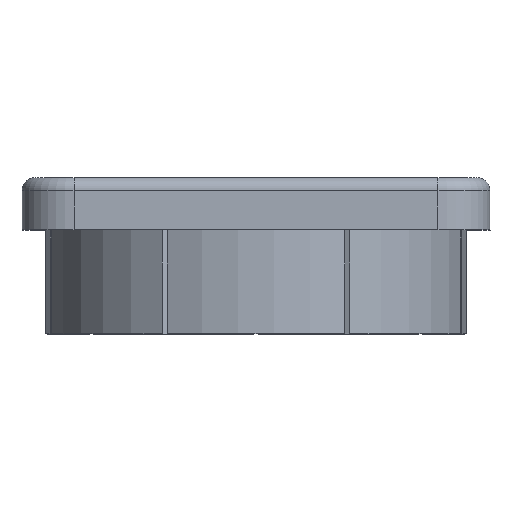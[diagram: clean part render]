
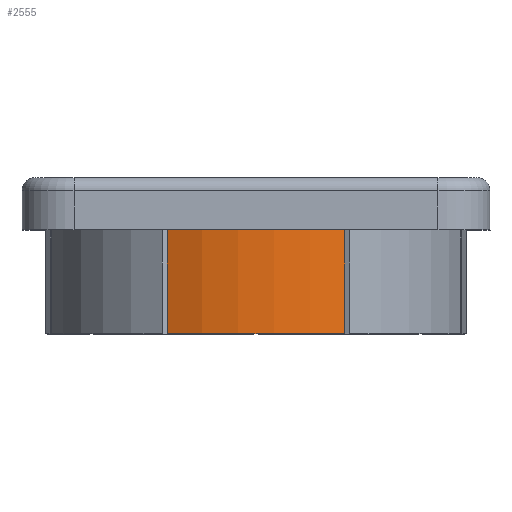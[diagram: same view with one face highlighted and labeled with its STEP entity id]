
A CAD part, top view. The second image highlights one B-rep face of the part: STEP entity #2555.
In plain terms, the highlighted cylindrical face has radius 8.1 mm (diameter 16.2 mm), a partial arc.
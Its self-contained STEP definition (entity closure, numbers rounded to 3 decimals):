
#126 = PLANE('',#127);
#127 = AXIS2_PLACEMENT_3D('',#128,#129,#130);
#128 = CARTESIAN_POINT('',(23.,26.,28.));
#129 = DIRECTION('',(0.,-1.,0.));
#130 = DIRECTION('',(0.,0.,1.));
#891 = VERTEX_POINT('',#892);
#892 = CARTESIAN_POINT('',(19.581,26.,35.343));
#906 = PLANE('',#907);
#907 = AXIS2_PLACEMENT_3D('',#908,#909,#910);
#908 = CARTESIAN_POINT('',(26.536,22.,35.343));
#909 = DIRECTION('',(0.,0.,1.));
#910 = DIRECTION('',(-1.,0.,0.));
#918 = EDGE_CURVE('',#919,#891,#921,.T.);
#919 = VERTEX_POINT('',#920);
#920 = CARTESIAN_POINT('',(26.419,26.,35.343));
#921 = SURFACE_CURVE('',#922,(#927,#934),.PCURVE_S1.);
#922 = CIRCLE('',#923,8.1);
#923 = AXIS2_PLACEMENT_3D('',#924,#925,#926);
#924 = CARTESIAN_POINT('',(23.,26.,28.));
#925 = DIRECTION('',(0.,-1.,0.));
#926 = DIRECTION('',(0.,0.,-1.));
#927 = PCURVE('',#126,#928);
#928 = DEFINITIONAL_REPRESENTATION('',(#929),#933);
#929 = CIRCLE('',#930,8.1);
#930 = AXIS2_PLACEMENT_2D('',#931,#932);
#931 = CARTESIAN_POINT('',(0.,0.));
#932 = DIRECTION('',(-1.,0.));
#933 = ( GEOMETRIC_REPRESENTATION_CONTEXT(2) 
PARAMETRIC_REPRESENTATION_CONTEXT() REPRESENTATION_CONTEXT('2D SPACE',''
  ) );
#934 = PCURVE('',#935,#940);
#935 = CYLINDRICAL_SURFACE('',#936,8.1);
#936 = AXIS2_PLACEMENT_3D('',#937,#938,#939);
#937 = CARTESIAN_POINT('',(23.,26.,28.));
#938 = DIRECTION('',(0.,1.,0.));
#939 = DIRECTION('',(0.,0.,-1.));
#940 = DEFINITIONAL_REPRESENTATION('',(#941),#945);
#941 = LINE('',#942,#943);
#942 = CARTESIAN_POINT('',(-0.,0.));
#943 = VECTOR('',#944,1.);
#944 = DIRECTION('',(-1.,0.));
#945 = ( GEOMETRIC_REPRESENTATION_CONTEXT(2) 
PARAMETRIC_REPRESENTATION_CONTEXT() REPRESENTATION_CONTEXT('2D SPACE',''
  ) );
#2484 = EDGE_CURVE('',#2485,#891,#2487,.T.);
#2485 = VERTEX_POINT('',#2486);
#2486 = CARTESIAN_POINT('',(19.581,22.,35.343));
#2487 = SURFACE_CURVE('',#2488,(#2492,#2499),.PCURVE_S1.);
#2488 = LINE('',#2489,#2490);
#2489 = CARTESIAN_POINT('',(19.581,26.,35.343));
#2490 = VECTOR('',#2491,1.);
#2491 = DIRECTION('',(0.,1.,0.));
#2492 = PCURVE('',#906,#2493);
#2493 = DEFINITIONAL_REPRESENTATION('',(#2494),#2498);
#2494 = LINE('',#2495,#2496);
#2495 = CARTESIAN_POINT('',(6.955,-4.));
#2496 = VECTOR('',#2497,1.);
#2497 = DIRECTION('',(0.,-1.));
#2498 = ( GEOMETRIC_REPRESENTATION_CONTEXT(2) 
PARAMETRIC_REPRESENTATION_CONTEXT() REPRESENTATION_CONTEXT('2D SPACE',''
  ) );
#2499 = PCURVE('',#935,#2500);
#2500 = DEFINITIONAL_REPRESENTATION('',(#2501),#2505);
#2501 = LINE('',#2502,#2503);
#2502 = CARTESIAN_POINT('',(-3.577,0.));
#2503 = VECTOR('',#2504,1.);
#2504 = DIRECTION('',(-0.,1.));
#2505 = ( GEOMETRIC_REPRESENTATION_CONTEXT(2) 
PARAMETRIC_REPRESENTATION_CONTEXT() REPRESENTATION_CONTEXT('2D SPACE',''
  ) );
#2508 = VERTEX_POINT('',#2509);
#2509 = CARTESIAN_POINT('',(26.419,22.,35.343));
#2523 = PLANE('',#2524);
#2524 = AXIS2_PLACEMENT_3D('',#2525,#2526,#2527);
#2525 = CARTESIAN_POINT('',(23.,22.,28.));
#2526 = DIRECTION('',(0.,1.,0.));
#2527 = DIRECTION('',(0.,0.,-1.));
#2535 = EDGE_CURVE('',#2508,#919,#2536,.T.);
#2536 = SURFACE_CURVE('',#2537,(#2541,#2548),.PCURVE_S1.);
#2537 = LINE('',#2538,#2539);
#2538 = CARTESIAN_POINT('',(26.419,26.,35.343));
#2539 = VECTOR('',#2540,1.);
#2540 = DIRECTION('',(0.,1.,0.));
#2541 = PCURVE('',#906,#2542);
#2542 = DEFINITIONAL_REPRESENTATION('',(#2543),#2547);
#2543 = LINE('',#2544,#2545);
#2544 = CARTESIAN_POINT('',(0.117,-4.));
#2545 = VECTOR('',#2546,1.);
#2546 = DIRECTION('',(0.,-1.));
#2547 = ( GEOMETRIC_REPRESENTATION_CONTEXT(2) 
PARAMETRIC_REPRESENTATION_CONTEXT() REPRESENTATION_CONTEXT('2D SPACE',''
  ) );
#2548 = PCURVE('',#935,#2549);
#2549 = DEFINITIONAL_REPRESENTATION('',(#2550),#2554);
#2550 = LINE('',#2551,#2552);
#2551 = CARTESIAN_POINT('',(-2.706,0.));
#2552 = VECTOR('',#2553,1.);
#2553 = DIRECTION('',(-0.,1.));
#2554 = ( GEOMETRIC_REPRESENTATION_CONTEXT(2) 
PARAMETRIC_REPRESENTATION_CONTEXT() REPRESENTATION_CONTEXT('2D SPACE',''
  ) );
#2555 = ADVANCED_FACE('',(#2556),#935,.T.);
#2556 = FACE_BOUND('',#2557,.F.);
#2557 = EDGE_LOOP('',(#2558,#2559,#2560,#2586));
#2558 = ORIENTED_EDGE('',*,*,#918,.F.);
#2559 = ORIENTED_EDGE('',*,*,#2535,.F.);
#2560 = ORIENTED_EDGE('',*,*,#2561,.T.);
#2561 = EDGE_CURVE('',#2508,#2485,#2562,.T.);
#2562 = SURFACE_CURVE('',#2563,(#2568,#2575),.PCURVE_S1.);
#2563 = CIRCLE('',#2564,8.1);
#2564 = AXIS2_PLACEMENT_3D('',#2565,#2566,#2567);
#2565 = CARTESIAN_POINT('',(23.,22.,28.));
#2566 = DIRECTION('',(0.,-1.,0.));
#2567 = DIRECTION('',(0.,0.,-1.));
#2568 = PCURVE('',#935,#2569);
#2569 = DEFINITIONAL_REPRESENTATION('',(#2570),#2574);
#2570 = LINE('',#2571,#2572);
#2571 = CARTESIAN_POINT('',(-0.,-4.));
#2572 = VECTOR('',#2573,1.);
#2573 = DIRECTION('',(-1.,0.));
#2574 = ( GEOMETRIC_REPRESENTATION_CONTEXT(2) 
PARAMETRIC_REPRESENTATION_CONTEXT() REPRESENTATION_CONTEXT('2D SPACE',''
  ) );
#2575 = PCURVE('',#2523,#2576);
#2576 = DEFINITIONAL_REPRESENTATION('',(#2577),#2585);
#2577 = ( BOUNDED_CURVE() B_SPLINE_CURVE(2,(#2578,#2579,#2580,#2581,
#2582,#2583,#2584),.UNSPECIFIED.,.T.,.F.) B_SPLINE_CURVE_WITH_KNOTS((1,2
    ,2,2,2,1),(-2.094,0.,2.094,4.189,
6.283,8.378),.UNSPECIFIED.) CURVE() 
GEOMETRIC_REPRESENTATION_ITEM() RATIONAL_B_SPLINE_CURVE((1.,0.5,1.,0.5,
1.,0.5,1.)) REPRESENTATION_ITEM('') );
#2578 = CARTESIAN_POINT('',(8.1,0.));
#2579 = CARTESIAN_POINT('',(8.1,-14.03));
#2580 = CARTESIAN_POINT('',(-4.05,-7.015));
#2581 = CARTESIAN_POINT('',(-16.2,0.));
#2582 = CARTESIAN_POINT('',(-4.05,7.015));
#2583 = CARTESIAN_POINT('',(8.1,14.03));
#2584 = CARTESIAN_POINT('',(8.1,0.));
#2585 = ( GEOMETRIC_REPRESENTATION_CONTEXT(2) 
PARAMETRIC_REPRESENTATION_CONTEXT() REPRESENTATION_CONTEXT('2D SPACE',''
  ) );
#2586 = ORIENTED_EDGE('',*,*,#2484,.T.);
